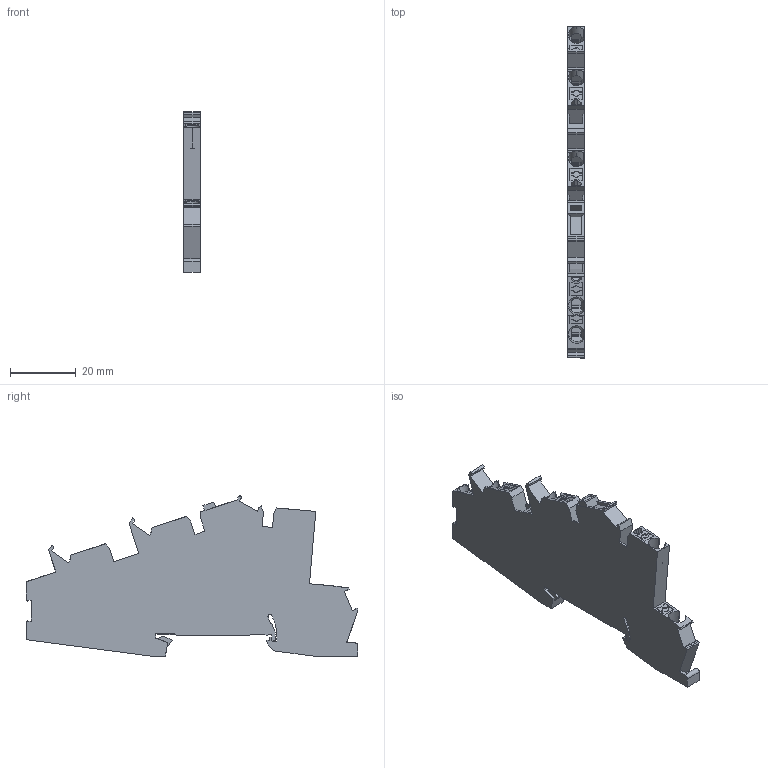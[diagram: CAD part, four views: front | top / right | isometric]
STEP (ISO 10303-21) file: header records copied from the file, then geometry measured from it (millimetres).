
FILE_DESCRIPTION(('STEP AP214'),'1');
FILE_NAME('cctmp_5DCA223A-8302-4879-80F8-CEBF57CC050F_2023_07_24_09_06_07_0359..stp','2023-07-24T07:06:07',('SIEMENS A&D'),('CADClick - www.CADClick.com'),'Spatial InterOp 3D postprocessed',' ','unknown authorization');
FILE_SCHEMA(('AUTOMOTIVE_DESIGN'));
Length unit declared in the file: millimetre
Products named in the file (1): 2023_07_24_09_06_07_0351
Bounding box: 5.15 x 100.9 x 48.7 mm (x, y, z)
Volume: 14685.3 mm3; surface area: 10377.8 mm2
Topology: 1 solids, 1 shells, 408 faces, 1173 edges, 776 vertices
Faces by surface type: plane 308, cylinder 70, extrusion 15, torus 10, cone 5
Entity records: 16818 total; most frequent: CARTESIAN_POINT 4860, ORIENTED_EDGE 2346, DIRECTION 2047, EDGE_CURVE 1173, VECTOR 955, LINE 940, VERTEX_POINT 776, AXIS2_PLACEMENT_3D 546
